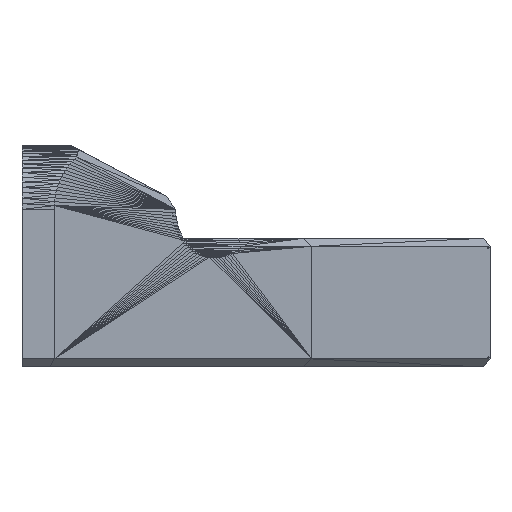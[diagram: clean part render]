
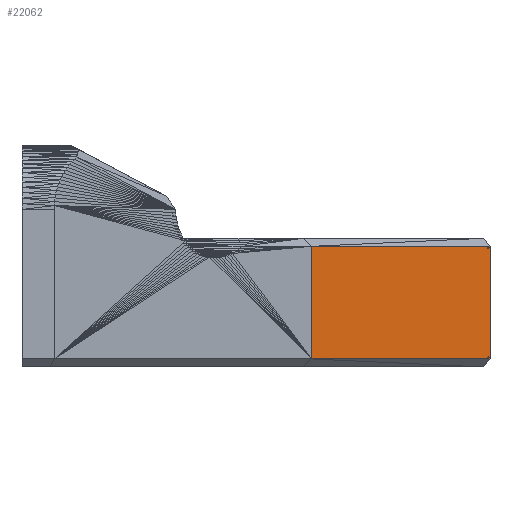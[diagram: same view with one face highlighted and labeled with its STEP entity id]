
A CAD part, front view. The second image highlights one B-rep face of the part: STEP entity #22062.
In plain terms, the highlighted planar face has unit normal (0.766, -0.643, 0).
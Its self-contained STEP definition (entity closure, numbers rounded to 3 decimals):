
#1169=FACE_OUTER_BOUND('',#2858,.T.);
#2858=EDGE_LOOP('',(#17498,#17499,#17500,#17501));
#4203=LINE('',#32412,#7092);
#5530=LINE('',#35049,#8419);
#5612=LINE('',#35216,#8501);
#5631=LINE('',#35254,#8520);
#7092=VECTOR('',#25602,10.);
#8419=VECTOR('',#28495,10.);
#8501=VECTOR('',#28747,10.);
#8520=VECTOR('',#28770,10.);
#9797=VERTEX_POINT('',#32402);
#9798=VERTEX_POINT('',#32407);
#10324=VERTEX_POINT('',#35037);
#10325=VERTEX_POINT('',#35046);
#11287=EDGE_CURVE('',#9797,#9798,#4203,.T.);
#12614=EDGE_CURVE('',#10324,#10325,#5530,.T.);
#12696=EDGE_CURVE('',#9798,#10325,#5612,.T.);
#12715=EDGE_CURVE('',#9797,#10324,#5631,.T.);
#17498=ORIENTED_EDGE('',*,*,#12696,.T.);
#17499=ORIENTED_EDGE('',*,*,#12614,.F.);
#17500=ORIENTED_EDGE('',*,*,#12715,.F.);
#17501=ORIENTED_EDGE('',*,*,#11287,.T.);
#20383=PLANE('',#23781);
#22062=ADVANCED_FACE('',(#1169),#20383,.T.);
#23781=AXIS2_PLACEMENT_3D('',#35253,#28768,#28769);
#25602=DIRECTION('',(0.,0.,-1.));
#28495=DIRECTION('',(0.,0.,-1.));
#28747=DIRECTION('',(0.643,0.766,0.));
#28768=DIRECTION('center_axis',(0.766,-0.643,0.));
#28769=DIRECTION('ref_axis',(0.,0.,-1.));
#28770=DIRECTION('',(0.643,0.766,0.));
#32402=CARTESIAN_POINT('',(3.45,8.905,7.5));
#32407=CARTESIAN_POINT('',(3.45,8.905,0.5));
#32412=CARTESIAN_POINT('',(3.45,8.905,7.5));
#35037=CARTESIAN_POINT('',(14.55,22.133,7.5));
#35046=CARTESIAN_POINT('',(14.55,22.133,0.5));
#35049=CARTESIAN_POINT('',(14.55,22.133,7.5));
#35216=CARTESIAN_POINT('',(3.45,8.905,0.5));
#35253=CARTESIAN_POINT('Origin',(3.45,8.905,0.5));
#35254=CARTESIAN_POINT('',(3.45,8.905,7.5));
